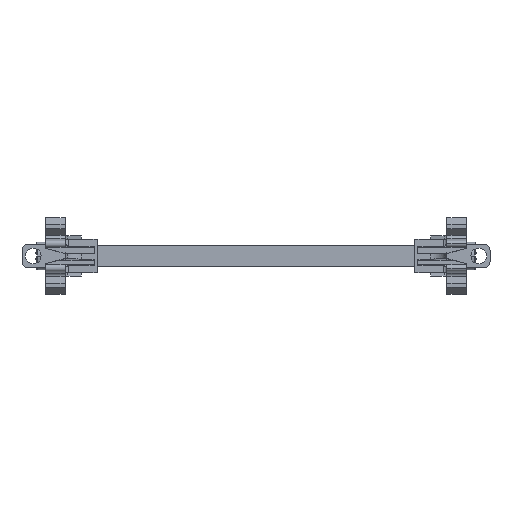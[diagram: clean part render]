
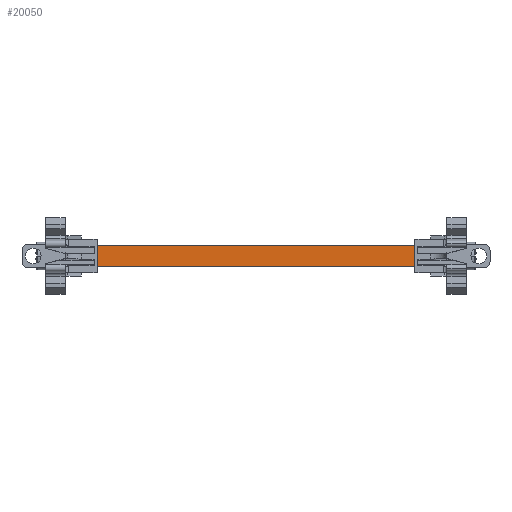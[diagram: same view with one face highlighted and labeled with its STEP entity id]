
A CAD part, front view. The second image highlights one B-rep face of the part: STEP entity #20050.
In plain terms, the highlighted planar face has unit normal (0, -1, 0).
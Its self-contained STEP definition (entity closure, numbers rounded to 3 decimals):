
#1651 = LINE ( 'NONE', #1664, #17357 ) ;
#1664 = CARTESIAN_POINT ( 'NONE',  ( -42.33, -45.464, 99.257 ) ) ;
#1673 = CARTESIAN_POINT ( 'NONE',  ( -141.53, -45.464, 99.257 ) ) ;
#1678 = LINE ( 'NONE', #1673, #17370 ) ;
#1679 = DIRECTION ( 'NONE',  ( 0., 0., 1. ) ) ;
#1698 = DIRECTION ( 'NONE',  ( 0., 0., -1. ) ) ;
#3068 = LINE ( 'NONE', #3071, #25639 ) ;
#3071 = CARTESIAN_POINT ( 'NONE',  ( -90.705, -45.464, 92.757 ) ) ;
#3097 = DIRECTION ( 'NONE',  ( -1., 0., 0. ) ) ;
#3244 = LINE ( 'NONE', #3267, #25176 ) ;
#3252 = DIRECTION ( 'NONE',  ( -1., 0., 0. ) ) ;
#3267 = CARTESIAN_POINT ( 'NONE',  ( -90.705, -45.464, 99.257 ) ) ;
#8251 = CARTESIAN_POINT ( 'NONE',  ( -141.53, -45.464, 92.757 ) ) ;
#8275 = CARTESIAN_POINT ( 'NONE',  ( -42.33, -45.464, 99.257 ) ) ;
#8283 = CARTESIAN_POINT ( 'NONE',  ( -141.53, -45.464, 99.257 ) ) ;
#8293 = CARTESIAN_POINT ( 'NONE',  ( -42.33, -45.464, 92.757 ) ) ;
#12172 = VERTEX_POINT ( 'NONE', #8293 ) ;
#12180 = VERTEX_POINT ( 'NONE', #8283 ) ;
#12183 = VERTEX_POINT ( 'NONE', #8251 ) ;
#12206 = VERTEX_POINT ( 'NONE', #8275 ) ;
#12685 = EDGE_CURVE ( 'NONE', #12172, #12183, #3068, .T. ) ;
#12743 = EDGE_CURVE ( 'NONE', #12206, #12180, #3244, .T. ) ;
#13104 = EDGE_CURVE ( 'NONE', #12183, #12180, #1678, .T. ) ;
#13106 = EDGE_CURVE ( 'NONE', #12206, #12172, #1651, .T. ) ;
#17357 = VECTOR ( 'NONE', #1698, 1000. ) ;
#17370 = VECTOR ( 'NONE', #1679, 1000. ) ;
#18628 = ORIENTED_EDGE ( 'NONE', *, *, #12685, .F. ) ;
#18648 = ORIENTED_EDGE ( 'NONE', *, *, #13104, .F. ) ;
#18659 = ORIENTED_EDGE ( 'NONE', *, *, #13106, .F. ) ;
#18678 = ORIENTED_EDGE ( 'NONE', *, *, #12743, .T. ) ;
#20050 = ADVANCED_FACE ( 'NONE', ( #23566 ), #23535, .F. ) ;
#20464 = EDGE_LOOP ( 'NONE', ( #18678, #18648, #18628, #18659 ) ) ;
#23535 = PLANE ( 'NONE',  #26061 ) ;
#23537 = CARTESIAN_POINT ( 'NONE',  ( -90.705, -45.464, 99.257 ) ) ;
#23539 = DIRECTION ( 'NONE',  ( 0., 0., 1. ) ) ;
#23559 = DIRECTION ( 'NONE',  ( 0., 1., 0. ) ) ;
#23566 = FACE_OUTER_BOUND ( 'NONE', #20464, .T. ) ;
#25176 = VECTOR ( 'NONE', #3252, 1000. ) ;
#25639 = VECTOR ( 'NONE', #3097, 1000. ) ;
#26061 = AXIS2_PLACEMENT_3D ( 'NONE', #23537, #23559, #23539 ) ;
